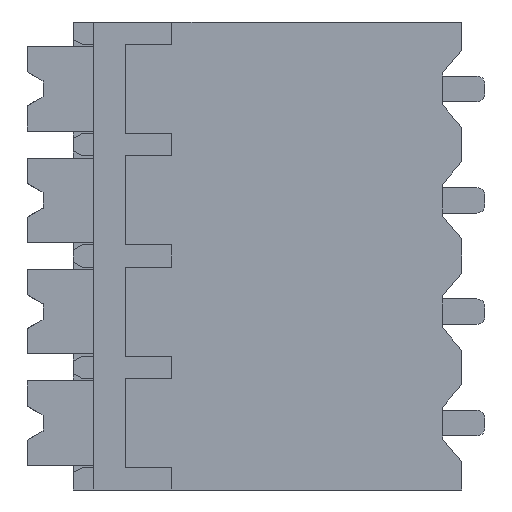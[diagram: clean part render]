
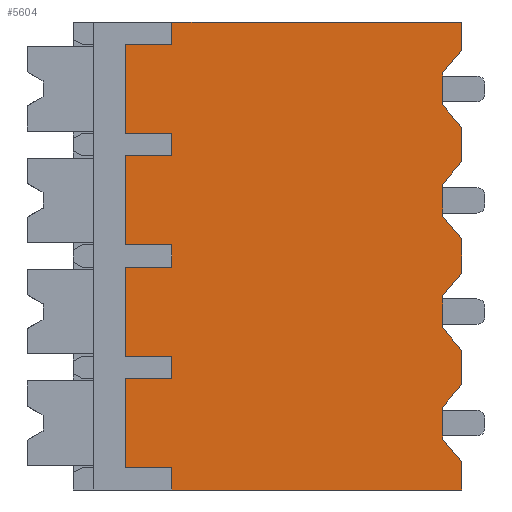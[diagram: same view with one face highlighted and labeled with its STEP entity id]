
A CAD part, left-side view. The second image highlights one B-rep face of the part: STEP entity #5604.
In plain terms, the highlighted planar face has unit normal (-1, 0, 0).
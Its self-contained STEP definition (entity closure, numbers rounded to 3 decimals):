
#50=DIRECTION('',(0.,-1.,0.));
#51=VECTOR('',#50,9.1);
#52=CARTESIAN_POINT('',(0.,9.1,-12.6));
#53=LINE('',#52,#51);
#482=DIRECTION('',(0.,0.643,0.766));
#483=VECTOR('',#482,0.933);
#484=CARTESIAN_POINT('',(0.,0.,-11.715));
#485=LINE('',#484,#483);
#486=DIRECTION('',(0.,0.,1.));
#487=VECTOR('',#486,0.7);
#488=CARTESIAN_POINT('',(0.,9.1,-12.6));
#489=LINE('',#488,#487);
#490=DIRECTION('',(0.,-1.,0.));
#491=VECTOR('',#490,1.45);
#492=CARTESIAN_POINT('',(0.,10.55,-11.9));
#493=LINE('',#492,#491);
#494=DIRECTION('',(0.,0.,-1.));
#495=VECTOR('',#494,2.8);
#496=CARTESIAN_POINT('',(0.,10.55,-9.1));
#497=LINE('',#496,#495);
#498=DIRECTION('',(0.,1.,0.));
#499=VECTOR('',#498,1.45);
#500=CARTESIAN_POINT('',(0.,9.1,-9.1));
#501=LINE('',#500,#499);
#502=DIRECTION('',(0.,0.,1.));
#503=VECTOR('',#502,0.7);
#504=CARTESIAN_POINT('',(0.,9.1,-9.1));
#505=LINE('',#504,#503);
#506=DIRECTION('',(0.,-1.,0.));
#507=VECTOR('',#506,1.45);
#508=CARTESIAN_POINT('',(0.,10.55,-8.4));
#509=LINE('',#508,#507);
#510=DIRECTION('',(0.,0.,-1.));
#511=VECTOR('',#510,2.8);
#512=CARTESIAN_POINT('',(0.,10.55,-5.6));
#513=LINE('',#512,#511);
#514=DIRECTION('',(0.,1.,0.));
#515=VECTOR('',#514,1.45);
#516=CARTESIAN_POINT('',(0.,9.1,-5.6));
#517=LINE('',#516,#515);
#518=DIRECTION('',(0.,0.,1.));
#519=VECTOR('',#518,0.7);
#520=CARTESIAN_POINT('',(0.,9.1,-5.6));
#521=LINE('',#520,#519);
#522=DIRECTION('',(0.,-1.,0.));
#523=VECTOR('',#522,1.45);
#524=CARTESIAN_POINT('',(0.,10.55,-4.9));
#525=LINE('',#524,#523);
#526=DIRECTION('',(0.,0.,-1.));
#527=VECTOR('',#526,2.8);
#528=CARTESIAN_POINT('',(0.,10.55,-2.1));
#529=LINE('',#528,#527);
#530=DIRECTION('',(0.,1.,0.));
#531=VECTOR('',#530,1.45);
#532=CARTESIAN_POINT('',(0.,9.1,-2.1));
#533=LINE('',#532,#531);
#534=DIRECTION('',(0.,0.,1.));
#535=VECTOR('',#534,0.7);
#536=CARTESIAN_POINT('',(0.,9.1,-2.1));
#537=LINE('',#536,#535);
#538=DIRECTION('',(0.,-1.,0.));
#539=VECTOR('',#538,1.45);
#540=CARTESIAN_POINT('',(0.,10.55,-1.4));
#541=LINE('',#540,#539);
#542=DIRECTION('',(0.,0.,-1.));
#543=VECTOR('',#542,2.8);
#544=CARTESIAN_POINT('',(0.,10.55,1.4));
#545=LINE('',#544,#543);
#546=DIRECTION('',(0.,1.,0.));
#547=VECTOR('',#546,1.45);
#548=CARTESIAN_POINT('',(0.,9.1,1.4));
#549=LINE('',#548,#547);
#550=DIRECTION('',(0.,0.,1.));
#551=VECTOR('',#550,0.7);
#552=CARTESIAN_POINT('',(0.,9.1,1.4));
#553=LINE('',#552,#551);
#554=DIRECTION('',(0.,-0.643,0.766));
#555=VECTOR('',#554,0.933);
#556=CARTESIAN_POINT('',(0.,0.6,0.5));
#557=LINE('',#556,#555);
#558=DIRECTION('',(0.,0.,1.));
#559=VECTOR('',#558,1.);
#560=CARTESIAN_POINT('',(0.,0.6,-0.5));
#561=LINE('',#560,#559);
#562=DIRECTION('',(0.,0.643,0.766));
#563=VECTOR('',#562,0.933);
#564=CARTESIAN_POINT('',(0.,0.,-1.215));
#565=LINE('',#564,#563);
#566=DIRECTION('',(0.,-0.643,0.766));
#567=VECTOR('',#566,0.933);
#568=CARTESIAN_POINT('',(0.,0.6,-3.));
#569=LINE('',#568,#567);
#570=DIRECTION('',(0.,0.,1.));
#571=VECTOR('',#570,1.);
#572=CARTESIAN_POINT('',(0.,0.6,-4.));
#573=LINE('',#572,#571);
#574=DIRECTION('',(0.,0.643,0.766));
#575=VECTOR('',#574,0.933);
#576=CARTESIAN_POINT('',(0.,0.,-4.715));
#577=LINE('',#576,#575);
#578=DIRECTION('',(0.,-0.643,0.766));
#579=VECTOR('',#578,0.933);
#580=CARTESIAN_POINT('',(0.,0.6,-6.5));
#581=LINE('',#580,#579);
#582=DIRECTION('',(0.,0.,1.));
#583=VECTOR('',#582,1.);
#584=CARTESIAN_POINT('',(0.,0.6,-7.5));
#585=LINE('',#584,#583);
#586=DIRECTION('',(0.,0.643,0.766));
#587=VECTOR('',#586,0.933);
#588=CARTESIAN_POINT('',(0.,0.,-8.215));
#589=LINE('',#588,#587);
#590=DIRECTION('',(0.,-0.643,0.766));
#591=VECTOR('',#590,0.933);
#592=CARTESIAN_POINT('',(0.,0.6,-10.));
#593=LINE('',#592,#591);
#594=DIRECTION('',(0.,0.,1.));
#595=VECTOR('',#594,1.);
#596=CARTESIAN_POINT('',(0.,0.6,-11.));
#597=LINE('',#596,#595);
#602=DIRECTION('',(0.,0.,1.));
#603=VECTOR('',#602,0.885);
#604=CARTESIAN_POINT('',(0.,0.,1.215));
#605=LINE('',#604,#603);
#614=DIRECTION('',(0.,0.,1.));
#615=VECTOR('',#614,1.07);
#616=CARTESIAN_POINT('',(0.,0.,-2.285));
#617=LINE('',#616,#615);
#634=DIRECTION('',(0.,0.,1.));
#635=VECTOR('',#634,1.07);
#636=CARTESIAN_POINT('',(0.,0.,-5.785));
#637=LINE('',#636,#635);
#658=DIRECTION('',(0.,0.,1.));
#659=VECTOR('',#658,0.885);
#660=CARTESIAN_POINT('',(0.,0.,-12.6));
#661=LINE('',#660,#659);
#666=DIRECTION('',(0.,0.,1.));
#667=VECTOR('',#666,1.07);
#668=CARTESIAN_POINT('',(0.,0.,-9.285));
#669=LINE('',#668,#667);
#710=DIRECTION('',(0.,-1.,0.));
#711=VECTOR('',#710,9.1);
#712=CARTESIAN_POINT('',(0.,9.1,2.1));
#713=LINE('',#712,#711);
#3921=CARTESIAN_POINT('',(0.,9.1,-12.6));
#3922=VERTEX_POINT('',#3921);
#3923=CARTESIAN_POINT('',(0.,0.,-12.6));
#3924=VERTEX_POINT('',#3923);
#3949=CARTESIAN_POINT('',(0.,9.1,2.1));
#3950=VERTEX_POINT('',#3949);
#3951=CARTESIAN_POINT('',(0.,0.,2.1));
#3952=VERTEX_POINT('',#3951);
#4503=CARTESIAN_POINT('',(0.,10.55,1.4));
#4504=CARTESIAN_POINT('',(0.,10.55,-1.4));
#4505=VERTEX_POINT('',#4503);
#4506=VERTEX_POINT('',#4504);
#4515=CARTESIAN_POINT('',(0.,9.1,-1.4));
#4516=VERTEX_POINT('',#4515);
#4517=CARTESIAN_POINT('',(0.,9.1,1.4));
#4518=VERTEX_POINT('',#4517);
#4519=CARTESIAN_POINT('',(0.,10.55,-2.1));
#4520=CARTESIAN_POINT('',(0.,10.55,-4.9));
#4521=VERTEX_POINT('',#4519);
#4522=VERTEX_POINT('',#4520);
#4531=CARTESIAN_POINT('',(0.,9.1,-4.9));
#4532=VERTEX_POINT('',#4531);
#4533=CARTESIAN_POINT('',(0.,9.1,-2.1));
#4534=VERTEX_POINT('',#4533);
#4535=CARTESIAN_POINT('',(0.,10.55,-5.6));
#4536=CARTESIAN_POINT('',(0.,10.55,-8.4));
#4537=VERTEX_POINT('',#4535);
#4538=VERTEX_POINT('',#4536);
#4547=CARTESIAN_POINT('',(0.,9.1,-8.4));
#4548=VERTEX_POINT('',#4547);
#4549=CARTESIAN_POINT('',(0.,9.1,-5.6));
#4550=VERTEX_POINT('',#4549);
#4551=CARTESIAN_POINT('',(0.,10.55,-9.1));
#4552=CARTESIAN_POINT('',(0.,10.55,-11.9));
#4553=VERTEX_POINT('',#4551);
#4554=VERTEX_POINT('',#4552);
#4563=CARTESIAN_POINT('',(0.,9.1,-11.9));
#4564=VERTEX_POINT('',#4563);
#4565=CARTESIAN_POINT('',(0.,9.1,-9.1));
#4566=VERTEX_POINT('',#4565);
#4727=CARTESIAN_POINT('',(0.,0.,-1.215));
#4728=CARTESIAN_POINT('',(0.,0.6,-0.5));
#4729=VERTEX_POINT('',#4727);
#4730=VERTEX_POINT('',#4728);
#4731=CARTESIAN_POINT('',(0.,0.6,0.5));
#4732=VERTEX_POINT('',#4731);
#4733=CARTESIAN_POINT('',(0.,0.,1.215));
#4734=VERTEX_POINT('',#4733);
#4743=CARTESIAN_POINT('',(0.,0.,-4.715));
#4744=CARTESIAN_POINT('',(0.,0.6,-4.));
#4745=VERTEX_POINT('',#4743);
#4746=VERTEX_POINT('',#4744);
#4747=CARTESIAN_POINT('',(0.,0.6,-3.));
#4748=VERTEX_POINT('',#4747);
#4749=CARTESIAN_POINT('',(0.,0.,-2.285));
#4750=VERTEX_POINT('',#4749);
#4759=CARTESIAN_POINT('',(0.,0.,-8.215));
#4760=CARTESIAN_POINT('',(0.,0.6,-7.5));
#4761=VERTEX_POINT('',#4759);
#4762=VERTEX_POINT('',#4760);
#4763=CARTESIAN_POINT('',(0.,0.6,-6.5));
#4764=VERTEX_POINT('',#4763);
#4765=CARTESIAN_POINT('',(0.,0.,-5.785));
#4766=VERTEX_POINT('',#4765);
#4775=CARTESIAN_POINT('',(0.,0.,-11.715));
#4776=CARTESIAN_POINT('',(0.,0.6,-11.));
#4777=VERTEX_POINT('',#4775);
#4778=VERTEX_POINT('',#4776);
#4779=CARTESIAN_POINT('',(0.,0.6,-10.));
#4780=VERTEX_POINT('',#4779);
#4781=CARTESIAN_POINT('',(0.,0.,-9.285));
#4782=VERTEX_POINT('',#4781);
#5527=CARTESIAN_POINT('',(0.,9.1,-12.6));
#5528=DIRECTION('',(-1.,0.,0.));
#5529=DIRECTION('',(0.,-1.,0.));
#5530=AXIS2_PLACEMENT_3D('',#5527,#5528,#5529);
#5531=PLANE('',#5530);
#5532=ORIENTED_EDGE('',*,*,#5517,.F.);
#5534=ORIENTED_EDGE('',*,*,#5533,.F.);
#5535=ORIENTED_EDGE('',*,*,#5134,.F.);
#5537=ORIENTED_EDGE('',*,*,#5536,.T.);
#5539=ORIENTED_EDGE('',*,*,#5538,.F.);
#5541=ORIENTED_EDGE('',*,*,#5540,.F.);
#5543=ORIENTED_EDGE('',*,*,#5542,.F.);
#5545=ORIENTED_EDGE('',*,*,#5544,.T.);
#5547=ORIENTED_EDGE('',*,*,#5546,.F.);
#5549=ORIENTED_EDGE('',*,*,#5548,.F.);
#5551=ORIENTED_EDGE('',*,*,#5550,.F.);
#5553=ORIENTED_EDGE('',*,*,#5552,.T.);
#5555=ORIENTED_EDGE('',*,*,#5554,.F.);
#5557=ORIENTED_EDGE('',*,*,#5556,.F.);
#5559=ORIENTED_EDGE('',*,*,#5558,.F.);
#5561=ORIENTED_EDGE('',*,*,#5560,.T.);
#5563=ORIENTED_EDGE('',*,*,#5562,.F.);
#5565=ORIENTED_EDGE('',*,*,#5564,.F.);
#5567=ORIENTED_EDGE('',*,*,#5566,.F.);
#5569=ORIENTED_EDGE('',*,*,#5568,.T.);
#5571=ORIENTED_EDGE('',*,*,#5570,.T.);
#5573=ORIENTED_EDGE('',*,*,#5572,.F.);
#5575=ORIENTED_EDGE('',*,*,#5574,.F.);
#5577=ORIENTED_EDGE('',*,*,#5576,.F.);
#5579=ORIENTED_EDGE('',*,*,#5578,.F.);
#5581=ORIENTED_EDGE('',*,*,#5580,.F.);
#5583=ORIENTED_EDGE('',*,*,#5582,.F.);
#5585=ORIENTED_EDGE('',*,*,#5584,.F.);
#5587=ORIENTED_EDGE('',*,*,#5586,.F.);
#5589=ORIENTED_EDGE('',*,*,#5588,.F.);
#5591=ORIENTED_EDGE('',*,*,#5590,.F.);
#5593=ORIENTED_EDGE('',*,*,#5592,.F.);
#5595=ORIENTED_EDGE('',*,*,#5594,.F.);
#5597=ORIENTED_EDGE('',*,*,#5596,.F.);
#5599=ORIENTED_EDGE('',*,*,#5598,.F.);
#5601=ORIENTED_EDGE('',*,*,#5600,.F.);
#5602=EDGE_LOOP('',(#5532,#5534,#5535,#5537,#5539,#5541,#5543,#5545,#5547,#5549,
#5551,#5553,#5555,#5557,#5559,#5561,#5563,#5565,#5567,#5569,#5571,#5573,#5575,
#5577,#5579,#5581,#5583,#5585,#5587,#5589,#5591,#5593,#5595,#5597,#5599,#5601));
#5603=FACE_OUTER_BOUND('',#5602,.F.);
#5134=EDGE_CURVE('',#3922,#3924,#53,.T.);
#5517=EDGE_CURVE('',#4777,#4778,#485,.T.);
#5533=EDGE_CURVE('',#3924,#4777,#661,.T.);
#5536=EDGE_CURVE('',#3922,#4564,#489,.T.);
#5538=EDGE_CURVE('',#4554,#4564,#493,.T.);
#5540=EDGE_CURVE('',#4553,#4554,#497,.T.);
#5542=EDGE_CURVE('',#4566,#4553,#501,.T.);
#5544=EDGE_CURVE('',#4566,#4548,#505,.T.);
#5546=EDGE_CURVE('',#4538,#4548,#509,.T.);
#5548=EDGE_CURVE('',#4537,#4538,#513,.T.);
#5550=EDGE_CURVE('',#4550,#4537,#517,.T.);
#5552=EDGE_CURVE('',#4550,#4532,#521,.T.);
#5554=EDGE_CURVE('',#4522,#4532,#525,.T.);
#5556=EDGE_CURVE('',#4521,#4522,#529,.T.);
#5558=EDGE_CURVE('',#4534,#4521,#533,.T.);
#5560=EDGE_CURVE('',#4534,#4516,#537,.T.);
#5562=EDGE_CURVE('',#4506,#4516,#541,.T.);
#5564=EDGE_CURVE('',#4505,#4506,#545,.T.);
#5566=EDGE_CURVE('',#4518,#4505,#549,.T.);
#5568=EDGE_CURVE('',#4518,#3950,#553,.T.);
#5570=EDGE_CURVE('',#3950,#3952,#713,.T.);
#5572=EDGE_CURVE('',#4734,#3952,#605,.T.);
#5574=EDGE_CURVE('',#4732,#4734,#557,.T.);
#5576=EDGE_CURVE('',#4730,#4732,#561,.T.);
#5578=EDGE_CURVE('',#4729,#4730,#565,.T.);
#5580=EDGE_CURVE('',#4750,#4729,#617,.T.);
#5582=EDGE_CURVE('',#4748,#4750,#569,.T.);
#5584=EDGE_CURVE('',#4746,#4748,#573,.T.);
#5586=EDGE_CURVE('',#4745,#4746,#577,.T.);
#5588=EDGE_CURVE('',#4766,#4745,#637,.T.);
#5590=EDGE_CURVE('',#4764,#4766,#581,.T.);
#5592=EDGE_CURVE('',#4762,#4764,#585,.T.);
#5594=EDGE_CURVE('',#4761,#4762,#589,.T.);
#5596=EDGE_CURVE('',#4782,#4761,#669,.T.);
#5598=EDGE_CURVE('',#4780,#4782,#593,.T.);
#5600=EDGE_CURVE('',#4778,#4780,#597,.T.);
#5604=ADVANCED_FACE('',(#5603),#5531,.T.);
